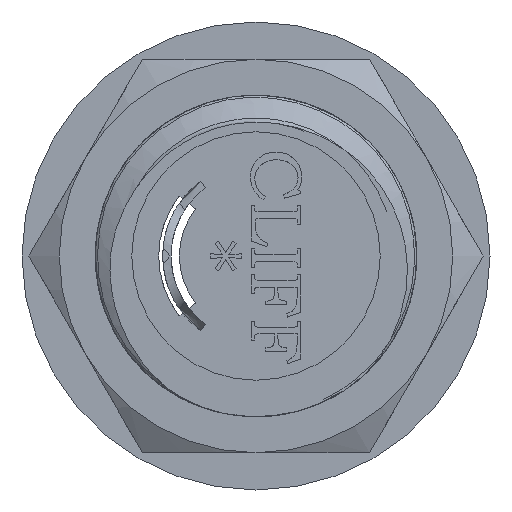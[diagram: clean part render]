
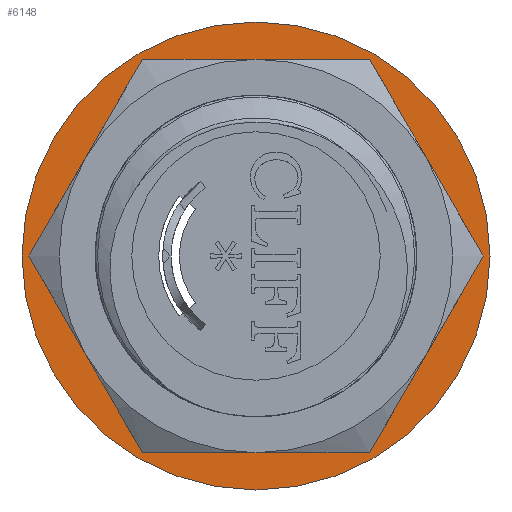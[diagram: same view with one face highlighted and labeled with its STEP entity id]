
A CAD part, front view. The second image highlights one B-rep face of the part: STEP entity #6148.
In plain terms, the highlighted planar face has unit normal (0, -1, 0).
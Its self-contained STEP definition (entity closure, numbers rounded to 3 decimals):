
#323=PLANE('',#6583);
#337=FACE_BOUND('',#994,.T.);
#658=FACE_OUTER_BOUND('',#993,.T.);
#993=EDGE_LOOP('',(#5460));
#994=EDGE_LOOP('',(#5461,#5462,#5463,#5464));
#1008=CIRCLE('',#6171,3.88);
#1010=CIRCLE('',#6175,3.88);
#1098=CIRCLE('',#6468,5.65);
#1619=LINE('',#14327,#2041);
#1620=LINE('',#14329,#2042);
#2041=VECTOR('',#7075,10.);
#2042=VECTOR('',#7078,10.);
#2276=VERTEX_POINT('',#7860);
#2277=VERTEX_POINT('',#7862);
#2280=VERTEX_POINT('',#7868);
#2598=VERTEX_POINT('',#14325);
#2744=VERTEX_POINT('',#15975);
#2835=EDGE_CURVE('',#2276,#2277,#1008,.T.);
#2839=EDGE_CURVE('',#2280,#2276,#1010,.T.);
#3253=EDGE_CURVE('',#2280,#2598,#1619,.T.);
#3254=EDGE_CURVE('',#2598,#2277,#1620,.T.);
#3554=EDGE_CURVE('',#2744,#2744,#1098,.T.);
#5460=ORIENTED_EDGE('',*,*,#3554,.T.);
#5461=ORIENTED_EDGE('',*,*,#3254,.T.);
#5462=ORIENTED_EDGE('',*,*,#2835,.F.);
#5463=ORIENTED_EDGE('',*,*,#2839,.F.);
#5464=ORIENTED_EDGE('',*,*,#3253,.T.);
#6148=ADVANCED_FACE('',(#658,#337),#323,.T.);
#6171=AXIS2_PLACEMENT_3D('',#7863,#6591,#6592);
#6175=AXIS2_PLACEMENT_3D('',#7870,#6599,#6600);
#6468=AXIS2_PLACEMENT_3D('',#15976,#7601,#7602);
#6583=AXIS2_PLACEMENT_3D('',#17579,#7834,#7835);
#6591=DIRECTION('center_axis',(0.,-1.,0.));
#6592=DIRECTION('ref_axis',(1.,0.,0.));
#6599=DIRECTION('center_axis',(0.,-1.,0.));
#6600=DIRECTION('ref_axis',(1.,0.,0.));
#7075=DIRECTION('',(0.866,0.,-0.5));
#7078=DIRECTION('',(-0.866,0.,-0.5));
#7601=DIRECTION('center_axis',(0.,-1.,0.));
#7602=DIRECTION('ref_axis',(1.,0.,0.));
#7834=DIRECTION('center_axis',(0.,-1.,0.));
#7835=DIRECTION('ref_axis',(0.,0.,-1.));
#7860=CARTESIAN_POINT('',(-3.88,0.,0.));
#7862=CARTESIAN_POINT('',(3.82,0.,-0.681));
#7863=CARTESIAN_POINT('Origin',(0.,0.,0.));
#7868=CARTESIAN_POINT('',(3.82,0.,0.681));
#7870=CARTESIAN_POINT('Origin',(0.,0.,0.));
#14325=CARTESIAN_POINT('',(5.,0.,0.));
#14327=CARTESIAN_POINT('',(4.162,0.,0.484));
#14329=CARTESIAN_POINT('',(4.912,0.,-0.051));
#15975=CARTESIAN_POINT('',(-5.65,0.,0.));
#15976=CARTESIAN_POINT('Origin',(0.,0.,0.));
#17579=CARTESIAN_POINT('Origin',(4.765,0.,0.));
